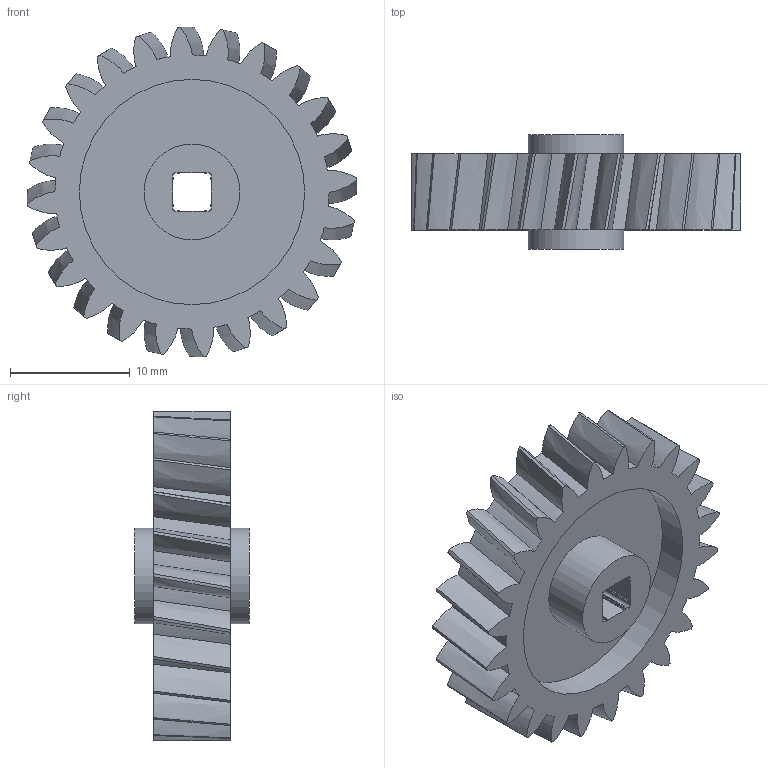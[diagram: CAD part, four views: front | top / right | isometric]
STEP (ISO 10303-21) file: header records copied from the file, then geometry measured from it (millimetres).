
FILE_DESCRIPTION(/* description */ (''),/* implementation_level */ '2;1');
FILE_NAME(/* name */ '(36-Tooth) Worm Wheel.ipt.step',/* time_stamp */ '2020-04-16T22:57:40-04:00',/* author */ ('Jordan'),/* organization */ (''),/* preprocessor_version */ 'ST-DEVELOPER v17',/* originating_system */ 'Autodesk Inventor 2019',/* authorisation */ '');
FILE_SCHEMA (('AUTOMOTIVE_DESIGN { 1 0 10303 214 3 1 1 }'));
Length unit declared in the file: inch
Products named in the file (1): (36-Tooth) Worm Wheel
Bounding box: 27.52 x 9.53 x 27.52 mm (x, y, z)
Volume: 2036.3 mm3; surface area: 2548.5 mm2
Topology: 1 solids, 1 shells, 178 faces, 525 edges, 353 vertices
Faces by surface type: bspline 72, plane 58, cylinder 48
Full cylindrical faces by diameter (mm): 8 x2, 18.8 x2
Entity records: 8179 total; most frequent: CARTESIAN_POINT 3721, ORIENTED_EDGE 1050, DIRECTION 748, EDGE_CURVE 525, VERTEX_POINT 353, AXIS2_PLACEMENT_3D 260, LINE 228, VECTOR 228
